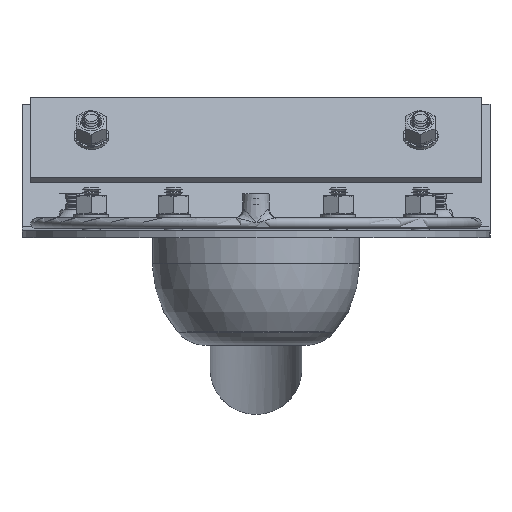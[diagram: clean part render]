
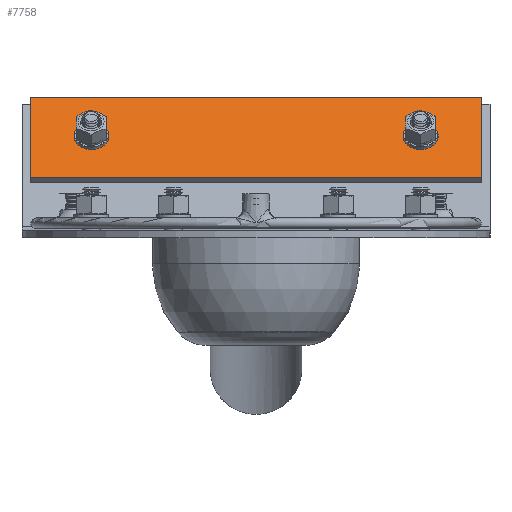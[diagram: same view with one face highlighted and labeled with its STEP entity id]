
A CAD part, left-side view. The second image highlights one B-rep face of the part: STEP entity #7758.
In plain terms, the highlighted planar face has unit normal (-0.707, 0, 0.707).
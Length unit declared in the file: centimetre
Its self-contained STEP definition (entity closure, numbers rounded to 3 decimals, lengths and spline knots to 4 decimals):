
#377=FACE_BOUND('',#1976,.T.);
#378=FACE_BOUND('',#1977,.T.);
#493=PLANE('',#8563);
#834=CIRCLE('',#8558,8.);
#835=CIRCLE('',#8560,8.);
#1416=FACE_OUTER_BOUND('',#1975,.T.);
#1975=EDGE_LOOP('',(#6083,#6084,#6085,#6086));
#1976=EDGE_LOOP('',(#6087));
#1977=EDGE_LOOP('',(#6088));
#2598=LINE('',#12984,#3039);
#2601=LINE('',#12989,#3042);
#2604=LINE('',#13005,#3045);
#2606=LINE('',#13008,#3047);
#3039=VECTOR('',#10281,1.);
#3042=VECTOR('',#10286,1.);
#3045=VECTOR('',#10305,1.);
#3047=VECTOR('',#10309,1.);
#3646=VERTEX_POINT('',#12981);
#3647=VERTEX_POINT('',#12983);
#3648=VERTEX_POINT('',#12987);
#3651=VERTEX_POINT('',#12996);
#3652=VERTEX_POINT('',#13000);
#3653=VERTEX_POINT('',#13004);
#4507=EDGE_CURVE('',#3646,#3647,#2598,.T.);
#4510=EDGE_CURVE('',#3648,#3646,#2601,.T.);
#4513=EDGE_CURVE('',#3651,#3651,#834,.T.);
#4515=EDGE_CURVE('',#3652,#3652,#835,.T.);
#4517=EDGE_CURVE('',#3647,#3653,#2604,.T.);
#4519=EDGE_CURVE('',#3653,#3648,#2606,.T.);
#6083=ORIENTED_EDGE('',*,*,#4507,.F.);
#6084=ORIENTED_EDGE('',*,*,#4510,.F.);
#6085=ORIENTED_EDGE('',*,*,#4519,.F.);
#6086=ORIENTED_EDGE('',*,*,#4517,.F.);
#6087=ORIENTED_EDGE('',*,*,#4515,.F.);
#6088=ORIENTED_EDGE('',*,*,#4513,.F.);
#7758=ADVANCED_FACE('',(#1416,#377,#378),#493,.T.);
#8558=AXIS2_PLACEMENT_3D('',#12997,#10295,#10296);
#8560=AXIS2_PLACEMENT_3D('',#13001,#10300,#10301);
#8563=AXIS2_PLACEMENT_3D('',#13009,#10310,#10311);
#10281=DIRECTION('',(0.,-1.,0.));
#10286=DIRECTION('',(0.707,0.,0.707));
#10295=DIRECTION('center_axis',(-0.707,0.,
0.707));
#10296=DIRECTION('ref_axis',(0.,1.,0.));
#10300=DIRECTION('center_axis',(-0.707,0.,
0.707));
#10301=DIRECTION('ref_axis',(0.,-1.,0.));
#10305=DIRECTION('',(-0.707,0.,-0.707));
#10309=DIRECTION('',(0.,1.,0.));
#10310=DIRECTION('center_axis',(-0.707,0.,
0.707));
#10311=DIRECTION('ref_axis',(0.707,0.,0.707));
#12981=CARTESIAN_POINT('',(203.9932,130.,80.9637));
#12983=CARTESIAN_POINT('',(203.9932,-130.,80.9637));
#12984=CARTESIAN_POINT('',(203.9932,-130.,80.9637));
#12987=CARTESIAN_POINT('',(158.0312,130.,35.0018));
#12989=CARTESIAN_POINT('',(203.9932,130.,80.9637));
#12996=CARTESIAN_POINT('',(181.0122,87.,57.9828));
#12997=CARTESIAN_POINT('Origin',(181.0122,95.,57.9828));
#13000=CARTESIAN_POINT('',(181.0122,-87.,57.9828));
#13001=CARTESIAN_POINT('Origin',(181.0122,-95.,57.9828));
#13004=CARTESIAN_POINT('',(158.0312,-130.,35.0018));
#13005=CARTESIAN_POINT('',(158.0312,-130.,35.0018));
#13008=CARTESIAN_POINT('',(158.0312,130.,35.0018));
#13009=CARTESIAN_POINT('Origin',(181.0122,0.,57.9828));
